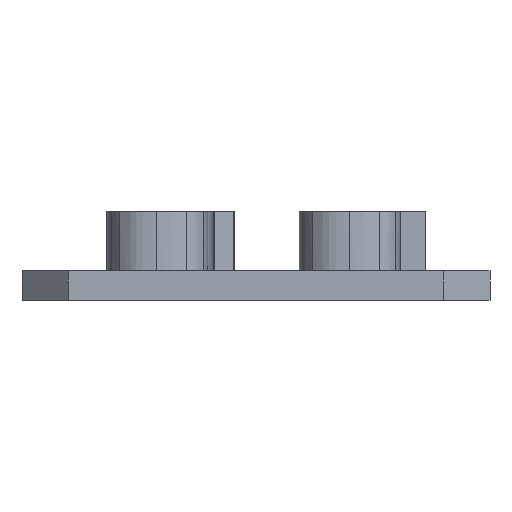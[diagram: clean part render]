
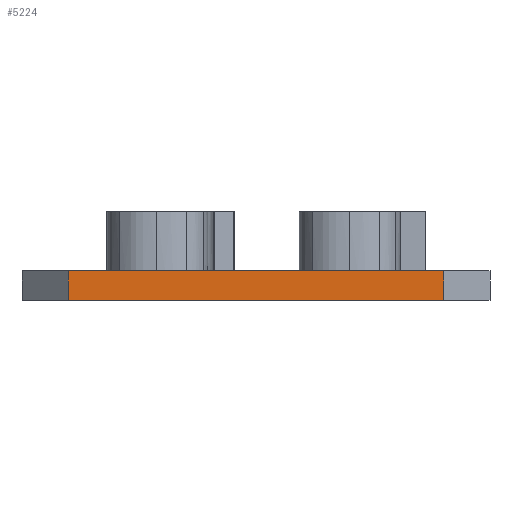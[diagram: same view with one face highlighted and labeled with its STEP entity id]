
A CAD part, left-side view. The second image highlights one B-rep face of the part: STEP entity #5224.
In plain terms, the highlighted planar face has unit normal (-1, 0, 0).
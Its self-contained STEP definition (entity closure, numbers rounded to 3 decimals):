
#852=FACE_OUTER_BOUND('',#1152,.T.);
#1152=EDGE_LOOP('',(#4812,#4813,#4814,#4815));
#1224=LINE('',#6850,#1640);
#1563=LINE('',#10609,#1979);
#1564=LINE('',#10612,#1980);
#1565=LINE('',#10613,#1981);
#1640=VECTOR('',#5431,10.);
#1979=VECTOR('',#5930,10.);
#1980=VECTOR('',#5933,10.);
#1981=VECTOR('',#5934,10.);
#2085=VERTEX_POINT('',#6847);
#2086=VERTEX_POINT('',#6849);
#2506=VERTEX_POINT('',#10606);
#2507=VERTEX_POINT('',#10611);
#2648=EDGE_CURVE('',#2085,#2086,#1224,.T.);
#3279=EDGE_CURVE('',#2506,#2086,#1563,.T.);
#3280=EDGE_CURVE('',#2506,#2507,#1564,.T.);
#3281=EDGE_CURVE('',#2507,#2085,#1565,.T.);
#4812=ORIENTED_EDGE('',*,*,#3280,.F.);
#4813=ORIENTED_EDGE('',*,*,#3279,.T.);
#4814=ORIENTED_EDGE('',*,*,#2648,.F.);
#4815=ORIENTED_EDGE('',*,*,#3281,.F.);
#4943=PLANE('',#5337);
#5224=ADVANCED_FACE('',(#852),#4943,.T.);
#5337=AXIS2_PLACEMENT_3D('',#10610,#5931,#5932);
#5431=DIRECTION('',(0.,-1.,0.));
#5930=DIRECTION('',(0.,0.,1.));
#5931=DIRECTION('center_axis',(-1.,0.,0.));
#5932=DIRECTION('ref_axis',(0.,-1.,0.));
#5933=DIRECTION('',(0.,1.,0.));
#5934=DIRECTION('',(0.,0.,1.));
#6847=CARTESIAN_POINT('',(-16.556,26.256,1.));
#6849=CARTESIAN_POINT('',(-16.556,13.556,1.));
#6850=CARTESIAN_POINT('',(-16.556,13.556,1.));
#10606=CARTESIAN_POINT('',(-16.556,13.556,0.));
#10609=CARTESIAN_POINT('',(-16.556,13.556,0.));
#10610=CARTESIAN_POINT('Origin',(-16.556,26.256,0.));
#10611=CARTESIAN_POINT('',(-16.556,26.256,0.));
#10612=CARTESIAN_POINT('',(-16.556,13.556,0.));
#10613=CARTESIAN_POINT('',(-16.556,26.256,0.));
